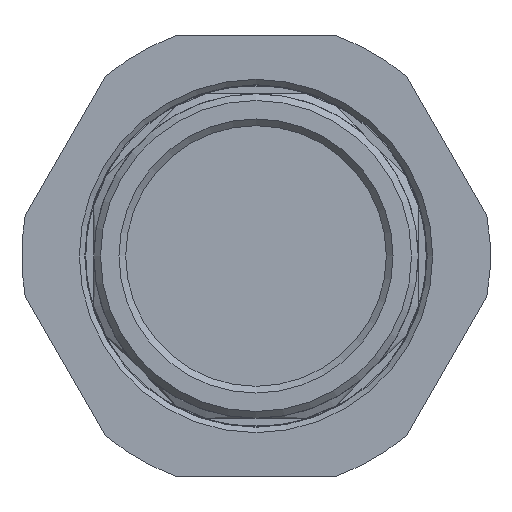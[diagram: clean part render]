
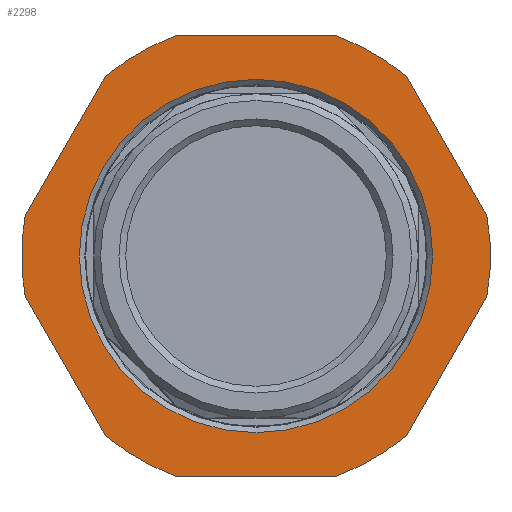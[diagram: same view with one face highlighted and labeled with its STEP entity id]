
A CAD part, front view. The second image highlights one B-rep face of the part: STEP entity #2298.
In plain terms, the highlighted planar face has unit normal (0, -1, 0).
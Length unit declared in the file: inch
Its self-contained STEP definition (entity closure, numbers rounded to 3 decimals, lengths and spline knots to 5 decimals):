
#81=FACE_BOUND('',#716,.T.);
#228=LINE('',#3836,#385);
#229=LINE('',#3840,#386);
#230=LINE('',#3844,#387);
#231=LINE('',#3848,#388);
#232=LINE('',#3852,#389);
#233=LINE('',#3855,#390);
#385=VECTOR('',#3081,0.3937);
#386=VECTOR('',#3084,0.3937);
#387=VECTOR('',#3087,0.3937);
#388=VECTOR('',#3090,0.3937);
#389=VECTOR('',#3093,0.3937);
#390=VECTOR('',#3096,0.3937);
#567=FACE_OUTER_BOUND('',#715,.T.);
#715=EDGE_LOOP('',(#1831,#1832,#1833,#1834,#1835,#1836,#1837,#1838,#1839,
#1840,#1841,#1842));
#716=EDGE_LOOP('',(#1843));
#831=CIRCLE('',#2536,1.3075);
#834=CIRCLE('',#2541,1.735);
#835=CIRCLE('',#2542,1.735);
#836=CIRCLE('',#2543,1.735);
#837=CIRCLE('',#2544,1.735);
#838=CIRCLE('',#2545,1.735);
#839=CIRCLE('',#2546,1.735);
#1009=VERTEX_POINT('',#3822);
#1012=VERTEX_POINT('',#3832);
#1013=VERTEX_POINT('',#3833);
#1014=VERTEX_POINT('',#3835);
#1015=VERTEX_POINT('',#3837);
#1016=VERTEX_POINT('',#3839);
#1017=VERTEX_POINT('',#3841);
#1018=VERTEX_POINT('',#3843);
#1019=VERTEX_POINT('',#3845);
#1020=VERTEX_POINT('',#3847);
#1021=VERTEX_POINT('',#3849);
#1022=VERTEX_POINT('',#3851);
#1023=VERTEX_POINT('',#3853);
#1290=EDGE_CURVE('',#1009,#1009,#831,.T.);
#1295=EDGE_CURVE('',#1012,#1013,#834,.T.);
#1296=EDGE_CURVE('',#1013,#1014,#228,.T.);
#1297=EDGE_CURVE('',#1014,#1015,#835,.T.);
#1298=EDGE_CURVE('',#1015,#1016,#229,.T.);
#1299=EDGE_CURVE('',#1016,#1017,#836,.T.);
#1300=EDGE_CURVE('',#1017,#1018,#230,.T.);
#1301=EDGE_CURVE('',#1018,#1019,#837,.T.);
#1302=EDGE_CURVE('',#1019,#1020,#231,.T.);
#1303=EDGE_CURVE('',#1020,#1021,#838,.T.);
#1304=EDGE_CURVE('',#1021,#1022,#232,.T.);
#1305=EDGE_CURVE('',#1022,#1023,#839,.T.);
#1306=EDGE_CURVE('',#1023,#1012,#233,.T.);
#1831=ORIENTED_EDGE('',*,*,#1295,.T.);
#1832=ORIENTED_EDGE('',*,*,#1296,.T.);
#1833=ORIENTED_EDGE('',*,*,#1297,.T.);
#1834=ORIENTED_EDGE('',*,*,#1298,.T.);
#1835=ORIENTED_EDGE('',*,*,#1299,.T.);
#1836=ORIENTED_EDGE('',*,*,#1300,.T.);
#1837=ORIENTED_EDGE('',*,*,#1301,.T.);
#1838=ORIENTED_EDGE('',*,*,#1302,.T.);
#1839=ORIENTED_EDGE('',*,*,#1303,.T.);
#1840=ORIENTED_EDGE('',*,*,#1304,.T.);
#1841=ORIENTED_EDGE('',*,*,#1305,.T.);
#1842=ORIENTED_EDGE('',*,*,#1306,.T.);
#1843=ORIENTED_EDGE('',*,*,#1290,.F.);
#2039=PLANE('',#2540);
#2298=ADVANCED_FACE('',(#567,#81),#2039,.T.);
#2536=AXIS2_PLACEMENT_3D('',#3823,#3067,#3068);
#2540=AXIS2_PLACEMENT_3D('',#3831,#3077,#3078);
#2541=AXIS2_PLACEMENT_3D('',#3834,#3079,#3080);
#2542=AXIS2_PLACEMENT_3D('',#3838,#3082,#3083);
#2543=AXIS2_PLACEMENT_3D('',#3842,#3085,#3086);
#2544=AXIS2_PLACEMENT_3D('',#3846,#3088,#3089);
#2545=AXIS2_PLACEMENT_3D('',#3850,#3091,#3092);
#2546=AXIS2_PLACEMENT_3D('',#3854,#3094,#3095);
#3067=DIRECTION('center_axis',(0.,-1.,0.));
#3068=DIRECTION('ref_axis',(-1.,0.,0.));
#3077=DIRECTION('center_axis',(0.,-1.,0.));
#3078=DIRECTION('ref_axis',(1.,0.,0.));
#3079=DIRECTION('center_axis',(0.,-1.,0.));
#3080=DIRECTION('ref_axis',(-1.,0.,0.));
#3081=DIRECTION('',(0.5,0.,0.866));
#3082=DIRECTION('center_axis',(0.,-1.,0.));
#3083=DIRECTION('ref_axis',(-1.,0.,0.));
#3084=DIRECTION('',(-0.5,0.,0.866));
#3085=DIRECTION('center_axis',(0.,-1.,0.));
#3086=DIRECTION('ref_axis',(-1.,0.,0.));
#3087=DIRECTION('',(-1.,0.,0.));
#3088=DIRECTION('center_axis',(0.,-1.,0.));
#3089=DIRECTION('ref_axis',(-1.,0.,0.));
#3090=DIRECTION('',(-0.5,0.,-0.866));
#3091=DIRECTION('center_axis',(0.,-1.,0.));
#3092=DIRECTION('ref_axis',(-1.,0.,0.));
#3093=DIRECTION('',(0.5,0.,-0.866));
#3094=DIRECTION('center_axis',(0.,-1.,0.));
#3095=DIRECTION('ref_axis',(-1.,0.,0.));
#3096=DIRECTION('',(1.,0.,0.));
#3822=CARTESIAN_POINT('',(1.3075,-0.485,0.));
#3823=CARTESIAN_POINT('Origin',(0.,-0.485,0.));
#3831=CARTESIAN_POINT('Origin',(0.,-0.485,0.));
#3832=CARTESIAN_POINT('',(0.59441,-0.485,-1.63));
#3833=CARTESIAN_POINT('',(1.11442,-0.485,-1.32978));
#3834=CARTESIAN_POINT('Origin',(0.,-0.485,0.));
#3835=CARTESIAN_POINT('',(1.70883,-0.485,-0.30022));
#3836=CARTESIAN_POINT('',(1.88216,-0.485,0.));
#3837=CARTESIAN_POINT('',(1.70883,-0.485,0.30022));
#3838=CARTESIAN_POINT('Origin',(0.,-0.485,0.));
#3839=CARTESIAN_POINT('',(1.11442,-0.485,1.32978));
#3840=CARTESIAN_POINT('',(0.94108,-0.485,1.63));
#3841=CARTESIAN_POINT('',(0.59441,-0.485,1.63));
#3842=CARTESIAN_POINT('Origin',(0.,-0.485,0.));
#3843=CARTESIAN_POINT('',(-0.59441,-0.485,1.63));
#3844=CARTESIAN_POINT('',(-0.94108,-0.485,1.63));
#3845=CARTESIAN_POINT('',(-1.11442,-0.485,1.32978));
#3846=CARTESIAN_POINT('Origin',(0.,-0.485,0.));
#3847=CARTESIAN_POINT('',(-1.70883,-0.485,0.30022));
#3848=CARTESIAN_POINT('',(-1.88216,-0.485,0.));
#3849=CARTESIAN_POINT('',(-1.70883,-0.485,-0.30022));
#3850=CARTESIAN_POINT('Origin',(0.,-0.485,0.));
#3851=CARTESIAN_POINT('',(-1.11442,-0.485,-1.32978));
#3852=CARTESIAN_POINT('',(-0.94108,-0.485,-1.63));
#3853=CARTESIAN_POINT('',(-0.59441,-0.485,-1.63));
#3854=CARTESIAN_POINT('Origin',(0.,-0.485,0.));
#3855=CARTESIAN_POINT('',(0.94108,-0.485,-1.63));
